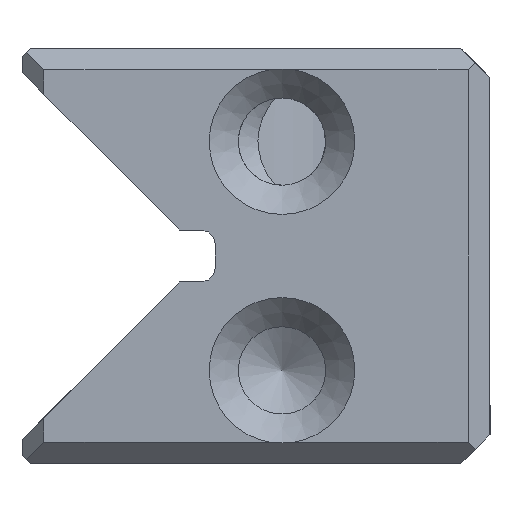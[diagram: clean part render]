
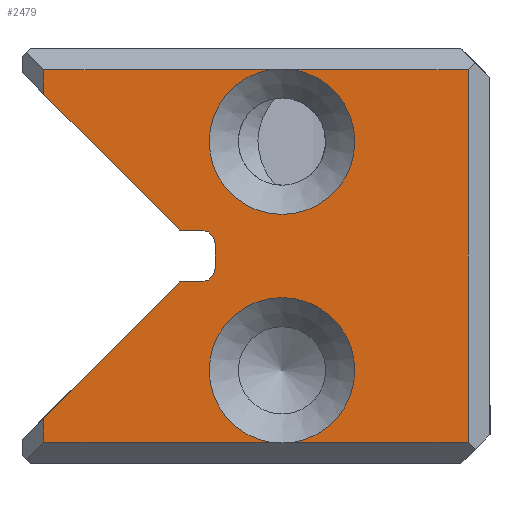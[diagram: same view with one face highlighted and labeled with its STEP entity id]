
A CAD part, left-side view. The second image highlights one B-rep face of the part: STEP entity #2479.
In plain terms, the highlighted planar face has unit normal (-1, 0, 0).
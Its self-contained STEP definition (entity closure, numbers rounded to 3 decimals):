
#2168=FACE_OUTER_BOUND('',#3639,.T.);
#2479=ADVANCED_FACE('',(#2168),#2873,.T.);
#2873=PLANE('',#9101);
#3123=CIRCLE('',#9097,3.5);
#3124=CIRCLE('',#9098,3.5);
#3125=CIRCLE('',#9099,0.7);
#3126=CIRCLE('',#9100,0.7);
#3639=EDGE_LOOP('',(#4384,#4385,#4386,#4387,#4388,#4389,#4390,#4391,#4392,
#4393,#4394,#4395,#4396,#4397,#4398,#4399));
#4384=ORIENTED_EDGE('',*,*,#7007,.F.);
#4385=ORIENTED_EDGE('',*,*,#7008,.T.);
#4386=ORIENTED_EDGE('',*,*,#7009,.T.);
#4387=ORIENTED_EDGE('',*,*,#7010,.T.);
#4388=ORIENTED_EDGE('',*,*,#7011,.T.);
#4389=ORIENTED_EDGE('',*,*,#7012,.T.);
#4390=ORIENTED_EDGE('',*,*,#7013,.T.);
#4391=ORIENTED_EDGE('',*,*,#7014,.T.);
#4392=ORIENTED_EDGE('',*,*,#7015,.T.);
#4393=ORIENTED_EDGE('',*,*,#7016,.T.);
#4394=ORIENTED_EDGE('',*,*,#7017,.T.);
#4395=ORIENTED_EDGE('',*,*,#7018,.T.);
#4396=ORIENTED_EDGE('',*,*,#7019,.F.);
#4397=ORIENTED_EDGE('',*,*,#7020,.F.);
#4398=ORIENTED_EDGE('',*,*,#7021,.T.);
#4399=ORIENTED_EDGE('',*,*,#7022,.T.);
#6332=VERTEX_POINT('',#11711);
#6333=VERTEX_POINT('',#11712);
#6334=VERTEX_POINT('',#11714);
#6335=VERTEX_POINT('',#11716);
#6336=VERTEX_POINT('',#11718);
#6337=VERTEX_POINT('',#11720);
#6338=VERTEX_POINT('',#11722);
#6339=VERTEX_POINT('',#11724);
#6340=VERTEX_POINT('',#11726);
#6341=VERTEX_POINT('',#11728);
#6342=VERTEX_POINT('',#11730);
#6343=VERTEX_POINT('',#11732);
#6344=VERTEX_POINT('',#11734);
#6345=VERTEX_POINT('',#11736);
#6346=VERTEX_POINT('',#11738);
#6347=VERTEX_POINT('',#11740);
#7007=EDGE_CURVE('',#6332,#6333,#3123,.T.);
#7008=EDGE_CURVE('',#6332,#6334,#7892,.T.);
#7009=EDGE_CURVE('',#6334,#6335,#7893,.T.);
#7010=EDGE_CURVE('',#6335,#6336,#7894,.T.);
#7011=EDGE_CURVE('',#6336,#6337,#3124,.T.);
#7012=EDGE_CURVE('',#6337,#6338,#7895,.T.);
#7013=EDGE_CURVE('',#6338,#6339,#7896,.T.);
#7014=EDGE_CURVE('',#6339,#6340,#7897,.T.);
#7015=EDGE_CURVE('',#6340,#6341,#7898,.T.);
#7016=EDGE_CURVE('',#6341,#6342,#3125,.T.);
#7017=EDGE_CURVE('',#6342,#6343,#7899,.T.);
#7018=EDGE_CURVE('',#6343,#6344,#3126,.T.);
#7019=EDGE_CURVE('',#6345,#6344,#7900,.T.);
#7020=EDGE_CURVE('',#6346,#6345,#7901,.T.);
#7021=EDGE_CURVE('',#6346,#6347,#7902,.T.);
#7022=EDGE_CURVE('',#6347,#6333,#7903,.T.);
#7892=LINE('',#11713,#8571);
#7893=LINE('',#11715,#8572);
#7894=LINE('',#11717,#8573);
#7895=LINE('',#11721,#8574);
#7896=LINE('',#11723,#8575);
#7897=LINE('',#11725,#8576);
#7898=LINE('',#11727,#8577);
#7899=LINE('',#11731,#8578);
#7900=LINE('',#11735,#8579);
#7901=LINE('',#11737,#8580);
#7902=LINE('',#11739,#8581);
#7903=LINE('',#11741,#8582);
#8571=VECTOR('',#9681,1.);
#8572=VECTOR('',#9682,1.);
#8573=VECTOR('',#9683,1.);
#8574=VECTOR('',#9686,1.);
#8575=VECTOR('',#9687,1.);
#8576=VECTOR('',#9688,1.);
#8577=VECTOR('',#9689,1.);
#8578=VECTOR('',#9692,1.);
#8579=VECTOR('',#9695,1.);
#8580=VECTOR('',#9696,1.);
#8581=VECTOR('',#9697,1.);
#8582=VECTOR('',#9698,1.);
#9097=AXIS2_PLACEMENT_3D('',#11710,#9679,#9680);
#9098=AXIS2_PLACEMENT_3D('',#11719,#9684,#9685);
#9099=AXIS2_PLACEMENT_3D('',#11729,#9690,#9691);
#9100=AXIS2_PLACEMENT_3D('',#11733,#9693,#9694);
#9101=AXIS2_PLACEMENT_3D('',#11742,#9699,#9700);
#9679=DIRECTION('',(-1.,0.,0.));
#9680=DIRECTION('',(0.,0.,1.));
#9681=DIRECTION('',(0.,-1.,0.));
#9682=DIRECTION('',(0.,0.,1.));
#9683=DIRECTION('',(0.,1.,0.));
#9684=DIRECTION('',(1.,0.,0.));
#9685=DIRECTION('',(0.,0.,-1.));
#9686=DIRECTION('',(0.,1.,0.));
#9687=DIRECTION('',(0.,0.,-1.));
#9688=DIRECTION('',(0.,-0.707,-0.707));
#9689=DIRECTION('',(0.,-1.,0.));
#9690=DIRECTION('',(1.,0.,0.));
#9691=DIRECTION('',(0.,0.,1.));
#9692=DIRECTION('',(0.,0.,-1.));
#9693=DIRECTION('',(1.,0.,0.));
#9694=DIRECTION('',(0.,0.,1.));
#9695=DIRECTION('',(0.,-1.,0.));
#9696=DIRECTION('',(0.,-0.707,0.707));
#9697=DIRECTION('',(0.,0.,-1.));
#9698=DIRECTION('',(0.,-1.,0.));
#9699=DIRECTION('',(-1.,0.,0.));
#9700=DIRECTION('',(0.,0.,-1.));
#11710=CARTESIAN_POINT('',(0.,10.,4.5));
#11711=CARTESIAN_POINT('',(0.,9.411,1.05));
#11712=CARTESIAN_POINT('',(0.,10.589,1.05));
#11713=CARTESIAN_POINT('',(0.,11.25,1.05));
#11714=CARTESIAN_POINT('',(0.,1.05,1.05));
#11715=CARTESIAN_POINT('',(0.,1.05,0.));
#11716=CARTESIAN_POINT('',(0.,1.05,18.95));
#11717=CARTESIAN_POINT('',(0.,11.25,18.95));
#11718=CARTESIAN_POINT('',(0.,9.411,18.95));
#11719=CARTESIAN_POINT('',(0.,10.,15.5));
#11720=CARTESIAN_POINT('',(0.,10.589,18.95));
#11721=CARTESIAN_POINT('',(0.,11.25,18.95));
#11722=CARTESIAN_POINT('',(0.,21.45,18.95));
#11723=CARTESIAN_POINT('',(0.,21.45,0.));
#11724=CARTESIAN_POINT('',(0.,21.45,17.778));
#11725=CARTESIAN_POINT('',(0.,22.5,18.828));
#11726=CARTESIAN_POINT('',(0.,14.922,11.25));
#11727=CARTESIAN_POINT('',(0.,13.2,11.25));
#11728=CARTESIAN_POINT('',(0.,13.9,11.25));
#11729=CARTESIAN_POINT('',(0.,13.9,10.55));
#11730=CARTESIAN_POINT('',(0.,13.2,10.55));
#11731=CARTESIAN_POINT('',(0.,13.2,11.25));
#11732=CARTESIAN_POINT('',(0.,13.2,9.45));
#11733=CARTESIAN_POINT('',(0.,13.9,9.45));
#11734=CARTESIAN_POINT('',(0.,13.9,8.75));
#11735=CARTESIAN_POINT('',(0.,13.2,8.75));
#11736=CARTESIAN_POINT('',(0.,14.922,8.75));
#11737=CARTESIAN_POINT('',(0.,22.5,1.172));
#11738=CARTESIAN_POINT('',(0.,21.45,2.222));
#11739=CARTESIAN_POINT('',(0.,21.45,0.));
#11740=CARTESIAN_POINT('',(0.,21.45,1.05));
#11741=CARTESIAN_POINT('',(0.,11.25,1.05));
#11742=CARTESIAN_POINT('',(0.,11.25,0.));
